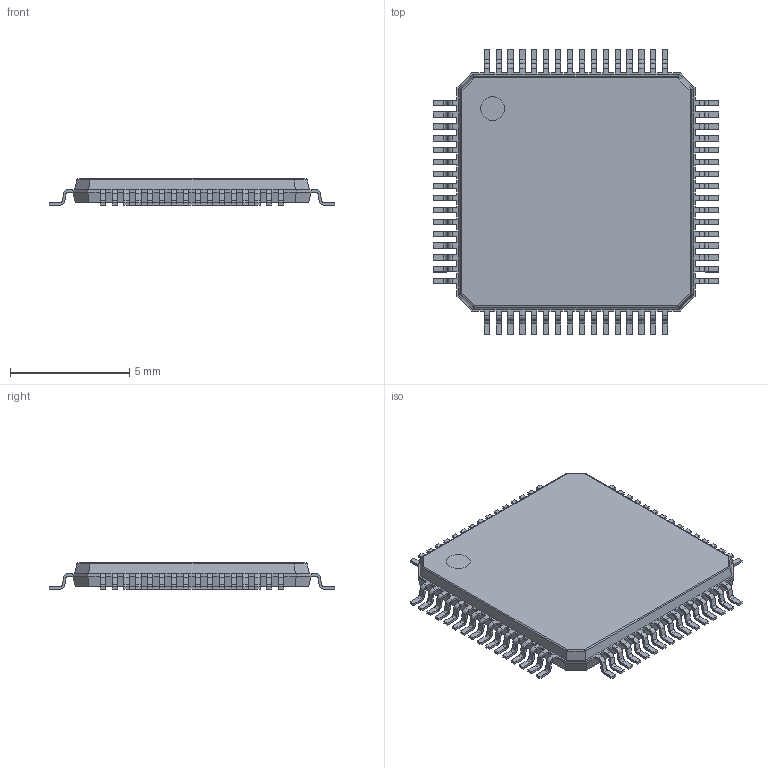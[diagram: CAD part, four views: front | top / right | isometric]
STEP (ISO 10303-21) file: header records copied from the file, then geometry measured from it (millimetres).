
FILE_DESCRIPTION(/* description */ ('model of TQFP-64-1EP_10x10mm_P0.5mm_EP5.305x5.305mm'),/* implementation_level */ '2;1');
FILE_NAME(/* name */ 'TQFP-64-1EP_10x10mm_P0.5mm_EP5.305x5.305mm.step',/* time_stamp */ '1970-01-01T00:00:00',/* author */ ('KiCAD','kicad'),/* organization */ ('OCCT'),/* preprocessor_version */ '',/* originating_system */ 'KiCAD',/* authorisation */ '');
FILE_SCHEMA(('AUTOMOTIVE_DESIGN { 1 0 10303 214 1 1 1 1 }'));
Length unit declared in the file: millimetre
Products named in the file (1): TQFP-64-1EP_10x10mm_P0.5mm_EP5.305x5.305mm
Bounding box: 12 x 12 x 1.1 mm (x, y, z)
Volume: 101 mm3; surface area: 288.1 mm2
Topology: 1 solids, 1 shells, 1000 faces, 2717 edges, 1721 vertices
Faces by surface type: plane 720, cylinder 256, bspline 24
Entity records: 20226 total; most frequent: ORIENTED_EDGE 4652, EDGE_CURVE 2717, CARTESIAN_POINT 2601, VERTEX_POINT 1721, LINE 1708, AXIS2_PLACEMENT_3D 1267, FACE_BOUND 1002, EDGE_LOOP 1002
